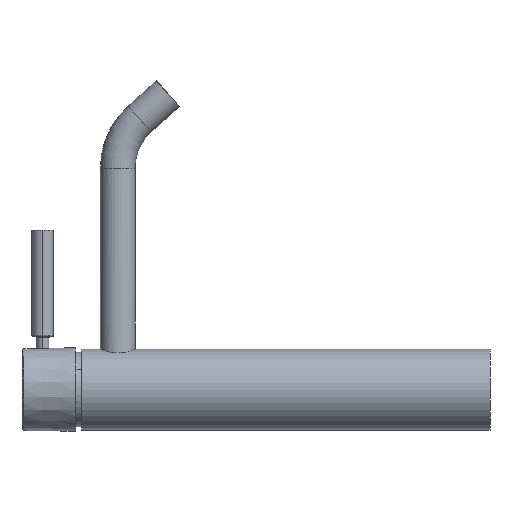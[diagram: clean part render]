
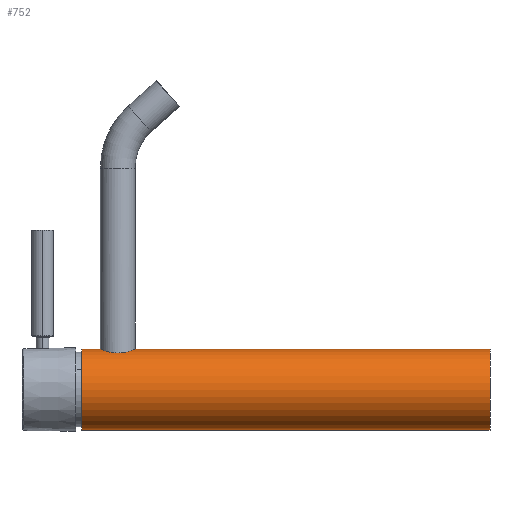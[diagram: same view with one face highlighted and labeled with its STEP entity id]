
A CAD part, left-side view. The second image highlights one B-rep face of the part: STEP entity #752.
In plain terms, the highlighted cylindrical face has radius 22.5 mm (diameter 45 mm), a partial arc.
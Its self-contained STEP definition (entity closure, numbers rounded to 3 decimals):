
#63 = VECTOR ( 'NONE', #2091, 1000. ) ;
#83 = FACE_OUTER_BOUND ( 'NONE', #836, .T. ) ;
#276 = DIRECTION ( 'NONE',  ( 0., 1., 0. ) ) ;
#290 = VERTEX_POINT ( 'NONE', #1209 ) ;
#349 = DIRECTION ( 'NONE',  ( 0., 0., 1. ) ) ;
#393 = AXIS2_PLACEMENT_3D ( 'NONE', #529, #276, #1447 ) ;
#429 = EDGE_CURVE ( 'NONE', #290, #673, #786, .T. ) ;
#455 = CARTESIAN_POINT ( 'NONE',  ( 0., -227., 22.5 ) ) ;
#475 = CARTESIAN_POINT ( 'NONE',  ( 0., -227., -22.5 ) ) ;
#529 = CARTESIAN_POINT ( 'NONE',  ( 0., -227., 0. ) ) ;
#553 = CARTESIAN_POINT ( 'NONE',  ( 0., 0., 0. ) ) ;
#673 = VERTEX_POINT ( 'NONE', #2148 ) ;
#711 = AXIS2_PLACEMENT_3D ( 'NONE', #960, #2354, #1165 ) ;
#715 = ORIENTED_EDGE ( 'NONE', *, *, #783, .T. ) ;
#743 = AXIS2_PLACEMENT_3D ( 'NONE', #553, #1735, #349 ) ;
#752 = ADVANCED_FACE ( 'NONE', ( #83 ), #2520, .T. ) ;
#783 = EDGE_CURVE ( 'NONE', #1100, #673, #1805, .T. ) ;
#786 = CIRCLE ( 'NONE', #743, 22.5 ) ;
#790 = CIRCLE ( 'NONE', #711, 22.5 ) ;
#836 = EDGE_LOOP ( 'NONE', ( #1673, #1942, #715, #1120 ) ) ;
#960 = CARTESIAN_POINT ( 'NONE',  ( 0., -227., 0. ) ) ;
#1100 = VERTEX_POINT ( 'NONE', #455 ) ;
#1120 = ORIENTED_EDGE ( 'NONE', *, *, #429, .F. ) ;
#1144 = CARTESIAN_POINT ( 'NONE',  ( 0., -227., -22.5 ) ) ;
#1146 = EDGE_CURVE ( 'NONE', #1162, #1100, #790, .T. ) ;
#1162 = VERTEX_POINT ( 'NONE', #1144 ) ;
#1165 = DIRECTION ( 'NONE',  ( 0., 0., 1. ) ) ;
#1181 = CARTESIAN_POINT ( 'NONE',  ( 0., -227., 22.5 ) ) ;
#1209 = CARTESIAN_POINT ( 'NONE',  ( 0., 0., -22.5 ) ) ;
#1447 = DIRECTION ( 'NONE',  ( 0., 0., 1. ) ) ;
#1489 = VECTOR ( 'NONE', #1847, 1000. ) ;
#1673 = ORIENTED_EDGE ( 'NONE', *, *, #1710, .F. ) ;
#1710 = EDGE_CURVE ( 'NONE', #1162, #290, #1723, .T. ) ;
#1723 = LINE ( 'NONE', #475, #63 ) ;
#1735 = DIRECTION ( 'NONE',  ( 0., 1., 0. ) ) ;
#1805 = LINE ( 'NONE', #1181, #1489 ) ;
#1847 = DIRECTION ( 'NONE',  ( 0., 1., 0. ) ) ;
#1942 = ORIENTED_EDGE ( 'NONE', *, *, #1146, .T. ) ;
#2091 = DIRECTION ( 'NONE',  ( 0., 1., 0. ) ) ;
#2148 = CARTESIAN_POINT ( 'NONE',  ( 0., 0., 22.5 ) ) ;
#2354 = DIRECTION ( 'NONE',  ( 0., 1., 0. ) ) ;
#2520 = CYLINDRICAL_SURFACE ( 'NONE', #393, 22.5 ) ;
